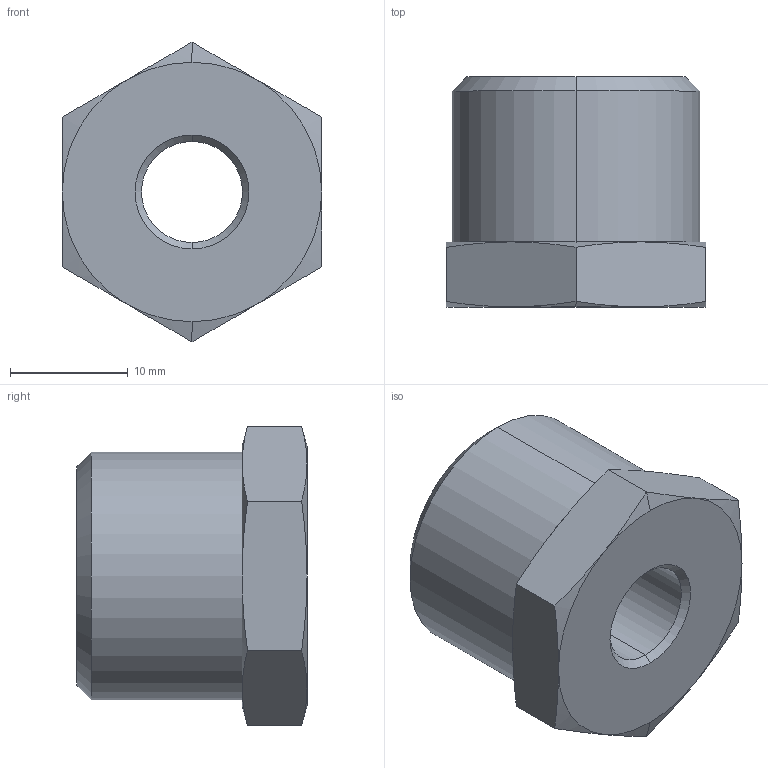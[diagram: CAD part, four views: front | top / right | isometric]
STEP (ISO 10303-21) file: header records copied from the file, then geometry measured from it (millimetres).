
FILE_DESCRIPTION(('STEP AP214'),'1');
FILE_NAME('COVAL_IM12F18.stp','2017-12-28T08:28:07',('TraceParts'),('TraceParts S.A.'),'Spatial InterOp 3D',' ',' ');
FILE_SCHEMA(('automotive_design'));
Length unit declared in the file: millimetre
Products named in the file (1): COVAL_IM12F18
Bounding box: 22 x 19.5 x 25.4 mm (x, y, z)
Volume: 4732.7 mm3; surface area: 2659.9 mm2
Topology: 1 solids, 1 shells, 39 faces, 82 edges, 46 vertices
Faces by surface type: cone 24, plane 9, cylinder 6
Entity records: 1426 total; most frequent: CARTESIAN_POINT 288, DIRECTION 172, ORIENTED_EDGE 164, EDGE_CURVE 82, AXIS2_PLACEMENT_3D 74, VERTEX_POINT 46, EDGE_LOOP 42, STYLED_ITEM 39
